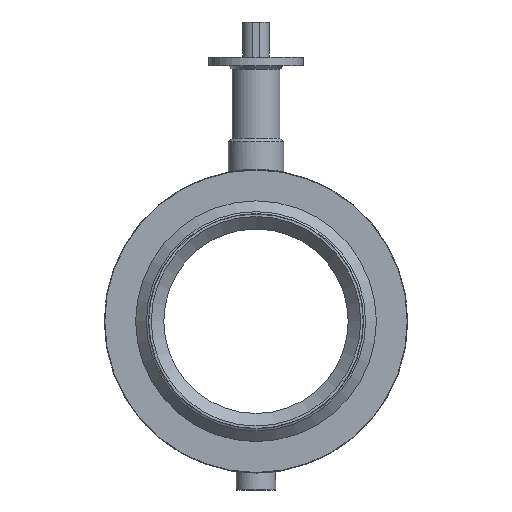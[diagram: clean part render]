
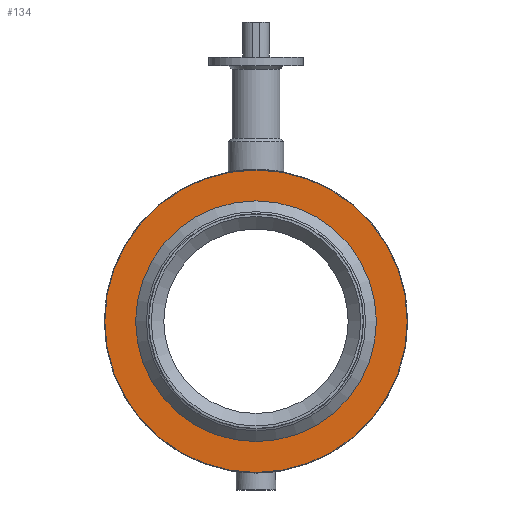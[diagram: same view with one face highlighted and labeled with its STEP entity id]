
A CAD part, left-side view. The second image highlights one B-rep face of the part: STEP entity #134.
In plain terms, the highlighted planar face has unit normal (-1, 0, 0).
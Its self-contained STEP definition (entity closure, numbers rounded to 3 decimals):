
#134 = ADVANCED_FACE( '', ( #315, #316 ), #317, .F. );
#315 = FACE_BOUND( '', #543, .T. );
#316 = FACE_OUTER_BOUND( '', #544, .T. );
#317 = PLANE( '', #545 );
#543 = EDGE_LOOP( '', ( #839 ) );
#544 = EDGE_LOOP( '', ( #840 ) );
#545 = AXIS2_PLACEMENT_3D( '', #841, #842, #843 );
#839 = ORIENTED_EDGE( '', *, *, #1112, .T. );
#840 = ORIENTED_EDGE( '', *, *, #1113, .T. );
#841 = CARTESIAN_POINT( '', ( -515., 0., 563. ) );
#842 = DIRECTION( '', ( 1., 0., 0. ) );
#843 = DIRECTION( '', ( 0., 0., -1. ) );
#1112 = EDGE_CURVE( '', #1300, #1300, #1301, .T. );
#1113 = EDGE_CURVE( '', #1302, #1302, #1303, .F. );
#1300 = VERTEX_POINT( '', #1847 );
#1301 = CIRCLE( '', #1848, 446.5 );
#1302 = VERTEX_POINT( '', #1849 );
#1303 = CIRCLE( '', #1850, 561. );
#1847 = CARTESIAN_POINT( '', ( -515., 0., -446.5 ) );
#1848 = AXIS2_PLACEMENT_3D( '', #2043, #2044, #2045 );
#1849 = CARTESIAN_POINT( '', ( -515., 0., -561. ) );
#1850 = AXIS2_PLACEMENT_3D( '', #2046, #2047, #2048 );
#2043 = CARTESIAN_POINT( '', ( -515., 0., 0. ) );
#2044 = DIRECTION( '', ( 1., 0., 0. ) );
#2045 = DIRECTION( '', ( 0., 0., -1. ) );
#2046 = CARTESIAN_POINT( '', ( -515., 0., 0. ) );
#2047 = DIRECTION( '', ( 1., 0., 0. ) );
#2048 = DIRECTION( '', ( 0., 0., -1. ) );
